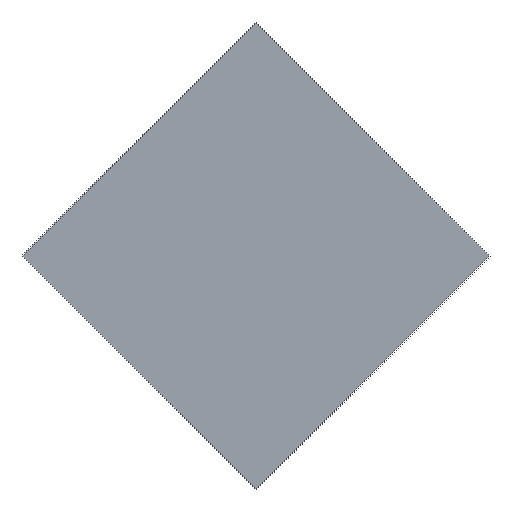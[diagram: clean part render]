
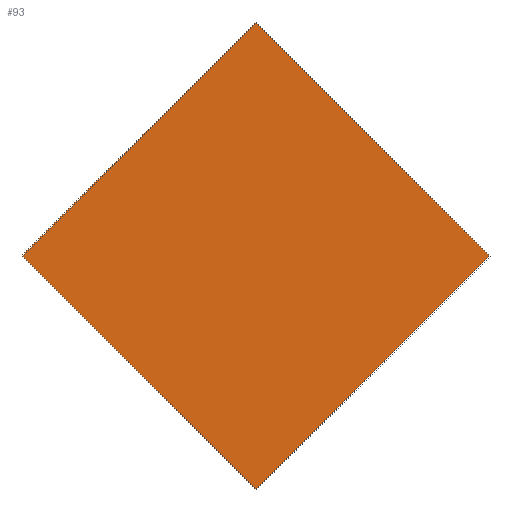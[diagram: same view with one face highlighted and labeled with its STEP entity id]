
A CAD part, front view. The second image highlights one B-rep face of the part: STEP entity #93.
In plain terms, the highlighted free-form (B-spline) face has degree [1, 1] with [2, 2] control points.
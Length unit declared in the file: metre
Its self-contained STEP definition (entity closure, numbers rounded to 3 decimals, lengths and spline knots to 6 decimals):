
#6=CARTESIAN_POINT('',(-0.082762,-1.34132,2.344947));
#7=VERTEX_POINT('',#6);
#8=CARTESIAN_POINT('',(2.262185,-1.34132,0.));
#9=VERTEX_POINT('',#8);
#10=CARTESIAN_POINT('',(-0.082762,-1.34132,-2.344947));
#11=VERTEX_POINT('',#10);
#12=CARTESIAN_POINT('',(-2.427708,-1.34132,0.));
#13=VERTEX_POINT('',#12);
#22=CARTESIAN_POINT('',(-0.082762,-1.34132,2.344947));
#23=DIRECTION('',(0.707,0.,-0.707));
#24=VECTOR('',#23,3.316255);
#25=LINE('',#22,#24);
#26=EDGE_CURVE('',#7,#9,#25,.T.);
#27=CARTESIAN_POINT('',(2.262185,-1.34132,0.));
#28=DIRECTION('',(-0.707,0.,-0.707));
#29=VECTOR('',#28,3.316255);
#30=LINE('',#27,#29);
#31=EDGE_CURVE('',#9,#11,#30,.T.);
#32=CARTESIAN_POINT('',(-0.082762,-1.34132,-2.344947));
#33=DIRECTION('',(-0.707,0.,0.707));
#34=VECTOR('',#33,3.316255);
#35=LINE('',#32,#34);
#36=EDGE_CURVE('',#11,#13,#35,.T.);
#37=CARTESIAN_POINT('',(-2.427708,-1.34132,0.));
#38=DIRECTION('',(0.707,0.,0.707));
#39=VECTOR('',#38,3.316255);
#40=LINE('',#37,#39);
#41=EDGE_CURVE('',#13,#7,#40,.T.);
#82=CARTESIAN_POINT('',(2.49668,-1.34132,-2.579441));
#83=CARTESIAN_POINT('',(2.49668,-1.34132,2.579441));
#84=CARTESIAN_POINT('',(-2.662203,-1.34132,-2.579441));
#85=CARTESIAN_POINT('',(-2.662203,-1.34132,2.579441));
#86=B_SPLINE_SURFACE_WITH_KNOTS('',1,1,((#82,#83),(#84,#85)),.UNSPECIFIED.,.F.,.F.,.U.,(2,2),(2,2),(0.,1.),(0.,1.),.UNSPECIFIED.);
#87=ORIENTED_EDGE('',*,*,#26,.F.);
#88=ORIENTED_EDGE('',*,*,#31,.F.);
#89=ORIENTED_EDGE('',*,*,#36,.F.);
#90=ORIENTED_EDGE('',*,*,#41,.F.);
#91=EDGE_LOOP('',(#90,#89,#88,#87));
#92=FACE_OUTER_BOUND('',#91,.T.);
#93=ADVANCED_FACE('',(#92),#86,.F.);
